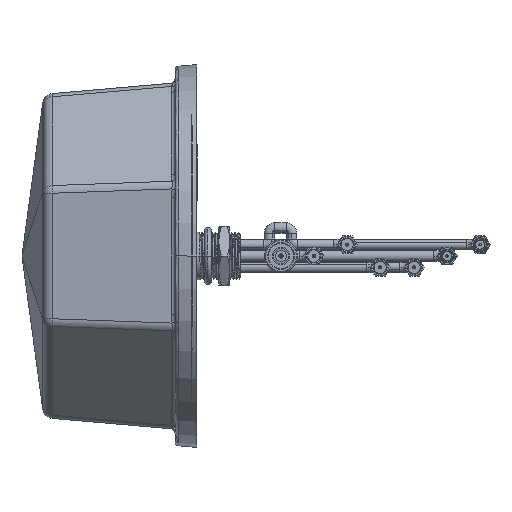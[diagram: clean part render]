
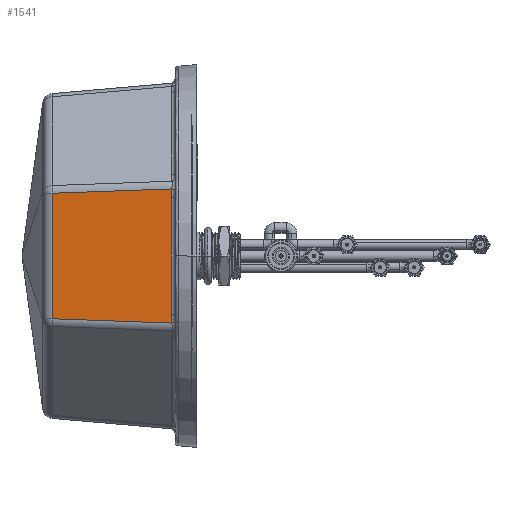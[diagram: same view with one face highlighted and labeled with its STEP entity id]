
A CAD part, left-side view. The second image highlights one B-rep face of the part: STEP entity #1541.
In plain terms, the highlighted planar face has unit normal (-0.996, 0.087, 0).
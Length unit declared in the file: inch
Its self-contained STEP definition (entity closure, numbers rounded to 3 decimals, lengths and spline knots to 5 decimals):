
#155 = VECTOR ( 'NONE', #59449, 39.37008 ) ;
#787 = CARTESIAN_POINT ( 'NONE',  ( -2.92351, 2.59901, 1.12972 ) ) ;
#1541 = ADVANCED_FACE ( 'NONE', ( #71372 ), #27817, .F. ) ;
#3354 = B_SPLINE_CURVE_WITH_KNOTS ( 'NONE', 3,
 ( #5178, #73947, #12583, #42816, #81858, #96251, #88840, #43810, #73464, #5672, #6150, #57664, #20501, #87359, #21007, #34408 ),
 .UNSPECIFIED., .F., .F.,
 ( 4, 2, 2, 1, 1, 1, 1, 2, 2, 4 ),
 ( 0., 0.25, 0.375, 0.4375, 0.46875, 0.48438, 0.49219, 0.49609, 0.5, 1. ),
 .UNSPECIFIED. ) ;
#3649 = VERTEX_POINT ( 'NONE', #4758 ) ;
#3988 = CARTESIAN_POINT ( 'NONE',  ( -2.92351, 2.59901, -1.12972 ) ) ;
#4051 = DIRECTION ( 'NONE',  ( 0., 0., -1. ) ) ;
#4758 = CARTESIAN_POINT ( 'NONE',  ( -3.1091, 0.46562, -1.05094 ) ) ;
#5178 = CARTESIAN_POINT ( 'NONE',  ( -3.1091, 0.46562, -1.05094 ) ) ;
#5202 = CARTESIAN_POINT ( 'NONE',  ( -2.92351, 2.59901, -1.12972 ) ) ;
#5672 = CARTESIAN_POINT ( 'NONE',  ( -3.10931, 0.46322, -1.12939 ) ) ;
#5809 = CARTESIAN_POINT ( 'NONE',  ( -3.10933, 0.46301, 1.13264 ) ) ;
#6150 = CARTESIAN_POINT ( 'NONE',  ( -3.10931, 0.46319, -1.12983 ) ) ;
#12583 = CARTESIAN_POINT ( 'NONE',  ( -3.10913, 0.4653, -1.08323 ) ) ;
#12594 = B_SPLINE_CURVE_WITH_KNOTS ( 'NONE', 3,
 ( #84407, #16599, #92358, #24519 ),
 .UNSPECIFIED., .F., .F.,
 ( 4, 4 ),
 ( 0., 1. ),
 .UNSPECIFIED. ) ;
#14200 = CARTESIAN_POINT ( 'NONE',  ( -3.10931, 0.46321, 1.12958 ) ) ;
#16599 = CARTESIAN_POINT ( 'NONE',  ( -3.04785, 1.1697, 1.18123 ) ) ;
#20034 = LINE ( 'NONE', #5202, #155 ) ;
#20501 = CARTESIAN_POINT ( 'NONE',  ( -3.10931, 0.46317, -1.13019 ) ) ;
#21007 = CARTESIAN_POINT ( 'NONE',  ( -3.10973, 0.4584, -1.18496 ) ) ;
#23245 = EDGE_LOOP ( 'NONE', ( #85846, #28633, #94486, #40585, #43147, #69159 ) ) ;
#24519 = CARTESIAN_POINT ( 'NONE',  ( -2.92351, 2.59901, 1.12972 ) ) ;
#26812 = DIRECTION ( 'NONE',  ( 0., 0., -1. ) ) ;
#27049 = EDGE_CURVE ( 'NONE', #69990, #33863, #20034, .T. ) ;
#27609 = CARTESIAN_POINT ( 'NONE',  ( -3.11002, 0.45504, 1.20698 ) ) ;
#27817 = PLANE ( 'NONE',  #69831 ) ;
#28633 = ORIENTED_EDGE ( 'NONE', *, *, #27049, .F. ) ;
#29075 = CARTESIAN_POINT ( 'NONE',  ( -3.1091, 0.46562, 1.05094 ) ) ;
#32453 = DIRECTION ( 'NONE',  ( -0.087, -0.996, -0.036 ) ) ;
#33293 = CARTESIAN_POINT ( 'NONE',  ( -3.1091, 0.46562, 1.05094 ) ) ;
#33422 = LINE ( 'NONE', #85375, #61578 ) ;
#33863 = VERTEX_POINT ( 'NONE', #787 ) ;
#34408 = CARTESIAN_POINT ( 'NONE',  ( -3.11002, 0.45504, -1.20698 ) ) ;
#36009 = CARTESIAN_POINT ( 'NONE',  ( -3.10932, 0.46311, 1.13104 ) ) ;
#36998 = CARTESIAN_POINT ( 'NONE',  ( -3.1095, 0.46103, 1.15773 ) ) ;
#40585 = ORIENTED_EDGE ( 'NONE', *, *, #46484, .F. ) ;
#41670 = LINE ( 'NONE', #33293, #77478 ) ;
#42816 = CARTESIAN_POINT ( 'NONE',  ( -3.10919, 0.46461, -1.10311 ) ) ;
#43147 = ORIENTED_EDGE ( 'NONE', *, *, #63974, .F. ) ;
#43462 = CARTESIAN_POINT ( 'NONE',  ( -3.10935, 0.46279, 1.13582 ) ) ;
#43810 = CARTESIAN_POINT ( 'NONE',  ( -3.10929, 0.46342, -1.12621 ) ) ;
#46484 = EDGE_CURVE ( 'NONE', #3649, #64914, #3354, .T. ) ;
#48638 = CARTESIAN_POINT ( 'NONE',  ( -3.14961, 0., 1.5748 ) ) ;
#50392 = CARTESIAN_POINT ( 'NONE',  ( -3.10974, 0.45831, 1.1838 ) ) ;
#51279 = EDGE_CURVE ( 'NONE', #69990, #64914, #33422, .T. ) ;
#51374 = CARTESIAN_POINT ( 'NONE',  ( -3.10931, 0.46319, 1.1299 ) ) ;
#51836 = CARTESIAN_POINT ( 'NONE',  ( -3.10942, 0.46192, 1.14737 ) ) ;
#52326 = CARTESIAN_POINT ( 'NONE',  ( -3.10955, 0.46039, 1.16441 ) ) ;
#57664 = CARTESIAN_POINT ( 'NONE',  ( -3.10931, 0.46317, -1.13013 ) ) ;
#57808 = CARTESIAN_POINT ( 'NONE',  ( -3.10931, 0.46316, 1.13036 ) ) ;
#58299 = CARTESIAN_POINT ( 'NONE',  ( -3.11002, 0.45504, 1.20698 ) ) ;
#59449 = DIRECTION ( 'NONE',  ( 0., 0., 1. ) ) ;
#60553 = CARTESIAN_POINT ( 'NONE',  ( -3.11002, 0.45504, -1.20698 ) ) ;
#61578 = VECTOR ( 'NONE', #32453, 39.37008 ) ;
#63974 = EDGE_CURVE ( 'NONE', #79431, #3649, #41670, .T. ) ;
#64722 = EDGE_CURVE ( 'NONE', #73788, #33863, #12594, .T. ) ;
#64914 = VERTEX_POINT ( 'NONE', #60553 ) ;
#66686 = CARTESIAN_POINT ( 'NONE',  ( -3.1091, 0.46562, 1.08465 ) ) ;
#68848 = EDGE_CURVE ( 'NONE', #73788, #79431, #73715, .T. ) ;
#69159 = ORIENTED_EDGE ( 'NONE', *, *, #68848, .F. ) ;
#69831 = AXIS2_PLACEMENT_3D ( 'NONE', #48638, #72829, #4051 ) ;
#69990 = VERTEX_POINT ( 'NONE', #3988 ) ;
#71372 = FACE_OUTER_BOUND ( 'NONE', #23245, .T. ) ;
#72829 = DIRECTION ( 'NONE',  ( 0.996, -0.087, 0. ) ) ;
#73464 = CARTESIAN_POINT ( 'NONE',  ( -3.1093, 0.46329, -1.12834 ) ) ;
#73715 = B_SPLINE_CURVE_WITH_KNOTS ( 'NONE', 3,
 ( #27609, #74591, #50392, #52326, #36998, #51836, #88982, #43462, #5809, #36009, #57808, #51374, #14200, #96393, #66686, #29075 ),
 .UNSPECIFIED., .F., .F.,
 ( 4, 2, 2, 1, 1, 1, 1, 2, 2, 4 ),
 ( 0., 0.25, 0.375, 0.4375, 0.46875, 0.48438, 0.49219, 0.49609, 0.5, 1. ),
 .UNSPECIFIED. ) ;
#73788 = VERTEX_POINT ( 'NONE', #58299 ) ;
#73947 = CARTESIAN_POINT ( 'NONE',  ( -3.1091, 0.46562, -1.06804 ) ) ;
#74591 = CARTESIAN_POINT ( 'NONE',  ( -3.10987, 0.45674, 1.19584 ) ) ;
#75162 = CARTESIAN_POINT ( 'NONE',  ( -3.1091, 0.46562, 1.05094 ) ) ;
#77478 = VECTOR ( 'NONE', #26812, 39.37008 ) ;
#79431 = VERTEX_POINT ( 'NONE', #75162 ) ;
#81858 = CARTESIAN_POINT ( 'NONE',  ( -3.10921, 0.46434, -1.10925 ) ) ;
#84407 = CARTESIAN_POINT ( 'NONE',  ( -3.11002, 0.45504, 1.20698 ) ) ;
#85375 = CARTESIAN_POINT ( 'NONE',  ( -2.92351, 2.59901, -1.12972 ) ) ;
#85846 = ORIENTED_EDGE ( 'NONE', *, *, #64722, .T. ) ;
#87359 = CARTESIAN_POINT ( 'NONE',  ( -3.10948, 0.46127, -1.15942 ) ) ;
#88840 = CARTESIAN_POINT ( 'NONE',  ( -3.10927, 0.46369, -1.12179 ) ) ;
#88982 = CARTESIAN_POINT ( 'NONE',  ( -3.10939, 0.46234, 1.1421 ) ) ;
#92358 = CARTESIAN_POINT ( 'NONE',  ( -2.98568, 1.88435, 1.15548 ) ) ;
#94486 = ORIENTED_EDGE ( 'NONE', *, *, #51279, .T. ) ;
#96251 = CARTESIAN_POINT ( 'NONE',  ( -3.10925, 0.46391, -1.11773 ) ) ;
#96393 = CARTESIAN_POINT ( 'NONE',  ( -3.1092, 0.46441, 1.11084 ) ) ;
